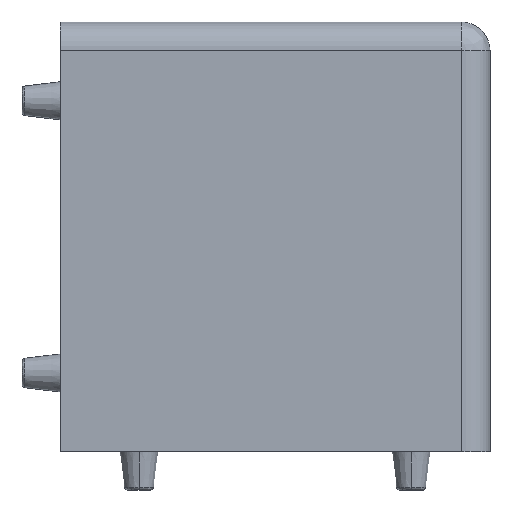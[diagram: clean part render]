
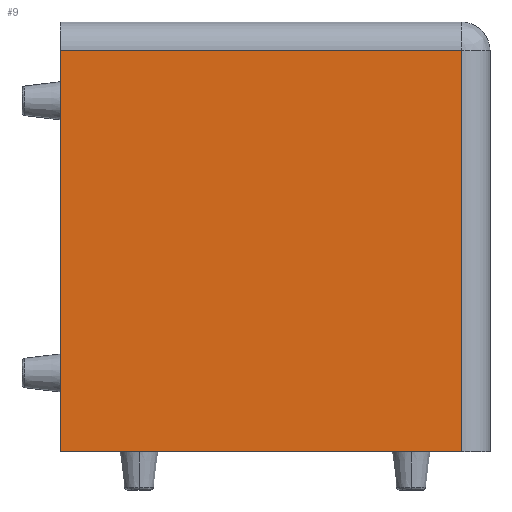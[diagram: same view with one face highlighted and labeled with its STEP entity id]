
A CAD part, left-side view. The second image highlights one B-rep face of the part: STEP entity #9.
In plain terms, the highlighted planar face has unit normal (-1, 0, 0).
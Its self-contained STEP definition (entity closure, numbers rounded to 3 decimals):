
#7 = ORIENTED_EDGE ( 'NONE', *, *, #30, .F. ) ;
#8 = ORIENTED_EDGE ( 'NONE', *, *, #60, .F. ) ;
#9 = ADVANCED_FACE ( 'NONE', ( #156 ), #151, .F. ) ;
#11 = EDGE_LOOP ( 'NONE', ( #87, #8, #7, #82 ) ) ;
#21 = EDGE_CURVE ( 'NONE', #2386, #58, #139, .T. ) ;
#24 = VERTEX_POINT ( 'NONE', #146 ) ;
#29 = VERTEX_POINT ( 'NONE', #147 ) ;
#30 = EDGE_CURVE ( 'NONE', #29, #24, #192, .T. ) ;
#58 = VERTEX_POINT ( 'NONE', #173 ) ;
#60 = EDGE_CURVE ( 'NONE', #24, #2386, #219, .T. ) ;
#82 = ORIENTED_EDGE ( 'NONE', *, *, #83, .F. ) ;
#83 = EDGE_CURVE ( 'NONE', #58, #29, #204, .T. ) ;
#87 = ORIENTED_EDGE ( 'NONE', *, *, #21, .F. ) ;
#130 = CARTESIAN_POINT ( 'NONE',  ( -22.5, 22.5, 22.5 ) ) ;
#137 = DIRECTION ( 'NONE',  ( 0., 0., -1. ) ) ;
#138 = VECTOR ( 'NONE', #137, 1000. ) ;
#139 = LINE ( 'NONE', #150, #138 ) ;
#144 = DIRECTION ( 'NONE',  ( 0., 1., 0. ) ) ;
#145 = DIRECTION ( 'NONE',  ( 1., 0., 0. ) ) ;
#146 = CARTESIAN_POINT ( 'NONE',  ( -22.5, 22.5, 19.5 ) ) ;
#147 = CARTESIAN_POINT ( 'NONE',  ( -22.5, 22.5, -22.5 ) ) ;
#149 = CARTESIAN_POINT ( 'NONE',  ( -22.5, 22.5, 22.5 ) ) ;
#150 = CARTESIAN_POINT ( 'NONE',  ( -22.5, -19.5, 22.5 ) ) ;
#151 = PLANE ( 'NONE',  #158 ) ;
#156 = FACE_OUTER_BOUND ( 'NONE', #11, .T. ) ;
#158 = AXIS2_PLACEMENT_3D ( 'NONE', #149, #145, #144 ) ;
#173 = CARTESIAN_POINT ( 'NONE',  ( -22.5, -19.5, -22.5 ) ) ;
#190 = DIRECTION ( 'NONE',  ( 0., 0., 1. ) ) ;
#191 = VECTOR ( 'NONE', #190, 1000. ) ;
#192 = LINE ( 'NONE', #130, #191 ) ;
#196 = DIRECTION ( 'NONE',  ( 0., 1., 0. ) ) ;
#197 = VECTOR ( 'NONE', #196, 1000. ) ;
#198 = CARTESIAN_POINT ( 'NONE',  ( -22.5, 22.5, -22.5 ) ) ;
#204 = LINE ( 'NONE', #198, #197 ) ;
#216 = DIRECTION ( 'NONE',  ( 0., -1., 0. ) ) ;
#217 = VECTOR ( 'NONE', #216, 1000. ) ;
#218 = CARTESIAN_POINT ( 'NONE',  ( -22.5, 22.5, 19.5 ) ) ;
#219 = LINE ( 'NONE', #218, #217 ) ;
#1135 = CARTESIAN_POINT ( 'NONE',  ( -22.5, -19.5, 19.5 ) ) ;
#2386 = VERTEX_POINT ( 'NONE', #1135 ) ;
